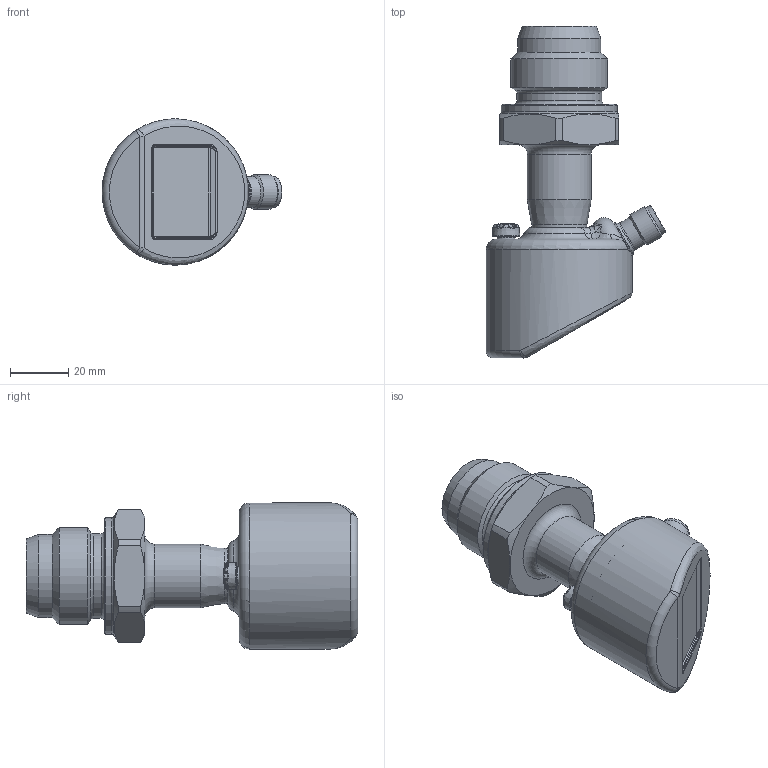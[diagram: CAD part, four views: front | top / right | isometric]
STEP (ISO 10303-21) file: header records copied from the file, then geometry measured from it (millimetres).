
FILE_DESCRIPTION(/* description */ ('Unknown'),/* implementation_level */ '2;1');
FILE_NAME(/* name */ 'PP56H-2.B####.D214.442021.0000',/* time_stamp */ '2024-09-10T08:15:45+02:00',/* author */ ('Unknown'),/* organization */ ('Baumer'),/* preprocessor_version */ 'ST-DEVELOPER v16.7',/* originating_system */ 'Solid Edge',/* authorisation */ 'Unknown');
FILE_SCHEMA (('AUTOMOTIVE_DESIGN {1 0 10303 214 3 1 1}'));
Length unit declared in the file: millimetre
Products named in the file (1): Part1
Bounding box: 61.95 x 114.33 x 50.4 mm (x, y, z)
Volume: 67747 mm3; surface area: 42687.3 mm2
Topology: 1 solids, 10 shells, 2392 faces, 6283 edges, 3994 vertices
Faces by surface type: plane 1108, bspline 458, cylinder 433, cone 203, torus 172, sphere 18
Full cylindrical faces by diameter (mm): 0.5 x2, 0.6 x15, 0.7 x6, 0.9 x11, 1 x6, 2 x1, 3 x2, 4.9 x1, 5 x2, 6 x1, 6.2 x1, 6.7 x1, 7 x2, 7.05 x1, 7.4 x1, 7.61 x1, 7.7 x1, 8 x1, 8.1 x1, 8.4 x2, 8.7 x1, 9.36 x1, 9.4 x1, 9.45 x1, 9.5 x1, 9.55 x1, 10 x1, 10.42 x1, 10.5 x1, 10.65 x1
Entity records: 99154 total; most frequent: CARTESIAN_POINT 28945, ORIENTED_EDGE 11808, DIRECTION 9300, EDGE_CURVE 5904, VERTEX_POINT 3898, AXIS2_PLACEMENT_3D 3512, FACE_BOUND 2874, EDGE_LOOP 2872
